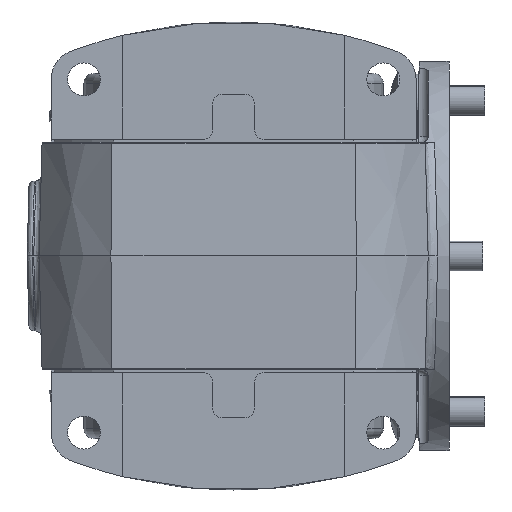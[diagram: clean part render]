
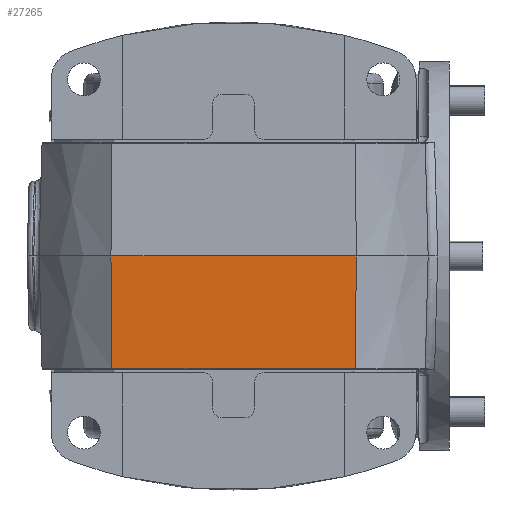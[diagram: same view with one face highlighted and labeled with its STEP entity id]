
A CAD part, front view. The second image highlights one B-rep face of the part: STEP entity #27265.
In plain terms, the highlighted planar face has unit normal (0, -1, -0.026).
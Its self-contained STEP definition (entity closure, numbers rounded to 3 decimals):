
#13580 = FACE_OUTER_BOUND ( 'NONE', #27266, .T. ) ;
#13605 = CARTESIAN_POINT ( 'NONE',  ( -20.349, -62.508, -18.805 ) ) ;
#13606 = CARTESIAN_POINT ( 'NONE',  ( -20.398, -62.672, -12.537 ) ) ;
#13607 = CARTESIAN_POINT ( 'NONE',  ( -20.446, -62.836, -6.268 ) ) ;
#13608 = CARTESIAN_POINT ( 'NONE',  ( -20.494, -63., 0. ) ) ;
#13611 = CARTESIAN_POINT ( 'NONE',  ( -20.494, -63., 0. ) ) ;
#13612 = B_SPLINE_CURVE_WITH_KNOTS ( 'NONE', 3,
 ( #13608, #13607, #13606, #13605 ),
 .UNSPECIFIED., .F., .F.,
 ( 4, 4 ),
 ( 0., 0.019 ),
 .UNSPECIFIED. ) ;
#13613 = CARTESIAN_POINT ( 'NONE',  ( -20.349, -62.508, -18.805 ) ) ;
#13614 = DIRECTION ( 'NONE',  ( 0., 0.026, -1. ) ) ;
#13615 = DIRECTION ( 'NONE',  ( 0., -1., -0.026 ) ) ;
#13616 = CARTESIAN_POINT ( 'NONE',  ( -20.494, -63., 0. ) ) ;
#13617 = AXIS2_PLACEMENT_3D ( 'NONE', #13616, #13615, #13614 ) ;
#13618 = PLANE ( 'NONE',  #13617 ) ;
#13782 = DIRECTION ( 'NONE',  ( 1., 0., 0. ) ) ;
#13783 = VECTOR ( 'NONE', #13782, 1000. ) ;
#13784 = CARTESIAN_POINT ( 'NONE',  ( -20.494, -62.508, -18.805 ) ) ;
#13785 = LINE ( 'NONE', #13784, #13783 ) ;
#13828 = DIRECTION ( 'NONE',  ( 1., 0., 0. ) ) ;
#13829 = VECTOR ( 'NONE', #13828, 1000. ) ;
#13830 = CARTESIAN_POINT ( 'NONE',  ( -20.494, -63., 0. ) ) ;
#13831 = LINE ( 'NONE', #13830, #13829 ) ;
#13839 = CARTESIAN_POINT ( 'NONE',  ( 20.349, -62.508, -18.805 ) ) ;
#13840 = CARTESIAN_POINT ( 'NONE',  ( 20.398, -62.672, -12.537 ) ) ;
#13841 = CARTESIAN_POINT ( 'NONE',  ( 20.446, -62.836, -6.268 ) ) ;
#13842 = CARTESIAN_POINT ( 'NONE',  ( 20.494, -63., 0. ) ) ;
#13844 = CARTESIAN_POINT ( 'NONE',  ( 20.494, -63., 0. ) ) ;
#13845 = B_SPLINE_CURVE_WITH_KNOTS ( 'NONE', 3,
 ( #13842, #13841, #13840, #13839 ),
 .UNSPECIFIED., .F., .F.,
 ( 4, 4 ),
 ( 0., 0.019 ),
 .UNSPECIFIED. ) ;
#13846 = CARTESIAN_POINT ( 'NONE',  ( 20.349, -62.508, -18.805 ) ) ;
#27265 = ADVANCED_FACE ( 'NONE', ( #13580 ), #13618, .T. ) ;
#27266 = EDGE_LOOP ( 'NONE', ( #27267, #27326, #27328, #27329 ) ) ;
#27267 = ORIENTED_EDGE ( 'NONE', *, *, #27268, .T. ) ;
#27268 = EDGE_CURVE ( 'NONE', #27269, #27270, #13612, .T. ) ;
#27269 = VERTEX_POINT ( 'NONE', #13611 ) ;
#27270 = VERTEX_POINT ( 'NONE', #13613 ) ;
#27326 = ORIENTED_EDGE ( 'NONE', *, *, #27327, .T. ) ;
#27327 = EDGE_CURVE ( 'NONE', #27270, #27342, #13785, .T. ) ;
#27328 = ORIENTED_EDGE ( 'NONE', *, *, #27340, .F. ) ;
#27329 = ORIENTED_EDGE ( 'NONE', *, *, #27330, .F. ) ;
#27330 = EDGE_CURVE ( 'NONE', #27269, #27341, #13831, .T. ) ;
#27340 = EDGE_CURVE ( 'NONE', #27341, #27342, #13845, .T. ) ;
#27341 = VERTEX_POINT ( 'NONE', #13844 ) ;
#27342 = VERTEX_POINT ( 'NONE', #13846 ) ;
